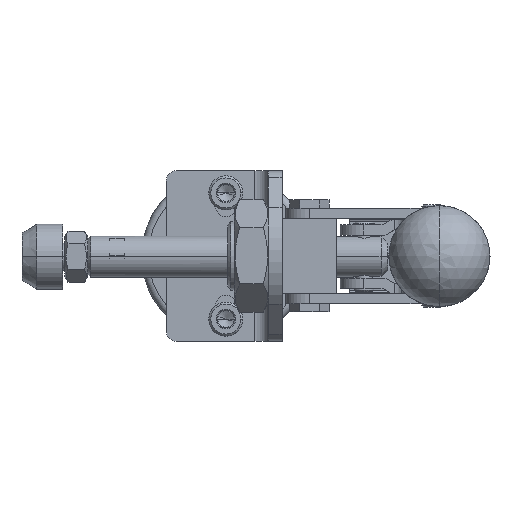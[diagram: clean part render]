
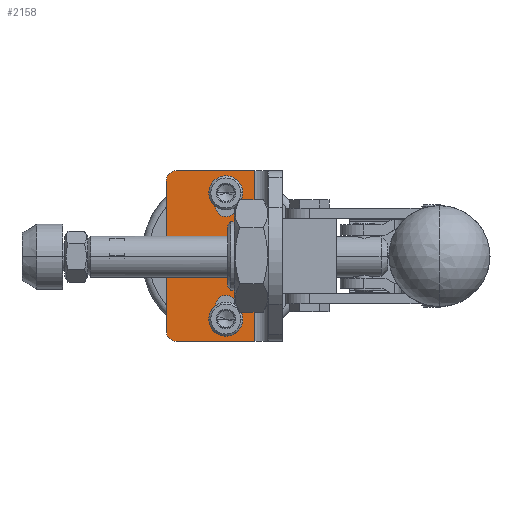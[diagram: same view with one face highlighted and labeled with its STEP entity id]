
A CAD part, top view. The second image highlights one B-rep face of the part: STEP entity #2158.
In plain terms, the highlighted planar face has unit normal (0, 0, 1).
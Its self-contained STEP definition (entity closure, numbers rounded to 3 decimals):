
#2158=ADVANCED_FACE('',(#4463,#4464,#4465),#4466,.T.);
#4463=FACE_BOUND('',#7112,.T.);
#4464=FACE_BOUND('',#7113,.T.);
#4465=FACE_OUTER_BOUND('',#7114,.T.);
#4466=PLANE('',#7115);
#7112=EDGE_LOOP('',(#12820,#12821,#12822,#12823));
#7113=EDGE_LOOP('',(#12824,#12825,#12826,#12827));
#7114=EDGE_LOOP('',(#12828,#12829,#12830,#12831,#12832,#12833));
#7115=AXIS2_PLACEMENT_3D('',#12834,#12835,#12836);
#12820=ORIENTED_EDGE('',*,*,#17275,.T.);
#12821=ORIENTED_EDGE('',*,*,#17276,.T.);
#12822=ORIENTED_EDGE('',*,*,#15812,.T.);
#12823=ORIENTED_EDGE('',*,*,#16024,.T.);
#12824=ORIENTED_EDGE('',*,*,#16446,.T.);
#12825=ORIENTED_EDGE('',*,*,#17277,.T.);
#12826=ORIENTED_EDGE('',*,*,#16658,.T.);
#12827=ORIENTED_EDGE('',*,*,#15121,.T.);
#12828=ORIENTED_EDGE('',*,*,#17278,.T.);
#12829=ORIENTED_EDGE('',*,*,#17009,.T.);
#12830=ORIENTED_EDGE('',*,*,#16405,.T.);
#12831=ORIENTED_EDGE('',*,*,#16274,.T.);
#12832=ORIENTED_EDGE('',*,*,#17279,.F.);
#12833=ORIENTED_EDGE('',*,*,#17280,.F.);
#12834=CARTESIAN_POINT('',(-17.5,25.0,18.5));
#12835=DIRECTION('',(0.,0.,1.0));
#12836=DIRECTION('',(-1.0,0.,0.));
#15121=EDGE_CURVE('',#18034,#18032,#18035,.T.);
#15812=EDGE_CURVE('',#19214,#19212,#19215,.T.);
#16024=EDGE_CURVE('',#19212,#19540,#19542,.T.);
#16274=EDGE_CURVE('',#19904,#19912,#19914,.T.);
#16405=EDGE_CURVE('',#20108,#19904,#20109,.T.);
#16446=EDGE_CURVE('',#18032,#20162,#20164,.T.);
#16658=EDGE_CURVE('',#20453,#18034,#20454,.T.);
#17009=EDGE_CURVE('',#20908,#20108,#20910,.T.);
#17275=EDGE_CURVE('',#19540,#21239,#21240,.T.);
#17276=EDGE_CURVE('',#21239,#19214,#21241,.T.);
#17277=EDGE_CURVE('',#20162,#20453,#21242,.T.);
#17278=EDGE_CURVE('',#21243,#20908,#21244,.T.);
#17279=EDGE_CURVE('',#21245,#19912,#21246,.T.);
#17280=EDGE_CURVE('',#21243,#21245,#21247,.T.);
#18032=VERTEX_POINT('',#22195);
#18034=VERTEX_POINT('',#22198);
#18035=LINE('',#22199,#22200);
#19212=VERTEX_POINT('',#23782);
#19214=VERTEX_POINT('',#23785);
#19215=CIRCLE('',#23786,3.0);
#19540=VERTEX_POINT('',#24260);
#19542=LINE('',#24263,#24264);
#19904=VERTEX_POINT('',#24783);
#19912=VERTEX_POINT('',#24795);
#19914=LINE('',#24797,#24798);
#20108=VERTEX_POINT('',#25038);
#20109=CIRCLE('',#25039,3.0);
#20162=VERTEX_POINT('',#25144);
#20164=CIRCLE('',#25147,3.0);
#20453=VERTEX_POINT('',#25575);
#20454=CIRCLE('',#25576,3.0);
#20908=VERTEX_POINT('',#26381);
#20910=LINE('',#26384,#26385);
#21239=VERTEX_POINT('',#26855);
#21240=CIRCLE('',#26856,3.0);
#21241=LINE('',#26857,#26858);
#21242=LINE('',#26859,#26860);
#21243=VERTEX_POINT('',#26861);
#21244=CIRCLE('',#26862,3.0);
#21245=VERTEX_POINT('',#26863);
#21246=LINE('',#26864,#26865);
#21247=LINE('',#26866,#26867);
#22195=CARTESIAN_POINT('',(3.0,-20.5,18.5));
#22198=CARTESIAN_POINT('',(3.0,-14.5,18.5));
#22199=CARTESIAN_POINT('',(3.0,5.25,18.5));
#22200=VECTOR('',#27786,1.0);
#23782=CARTESIAN_POINT('',(3.0,20.5,18.5));
#23785=CARTESIAN_POINT('',(-3.0,20.5,18.5));
#23786=AXIS2_PLACEMENT_3D('',#28981,#28982,#28983);
#24260=CARTESIAN_POINT('',(3.0,14.5,18.5));
#24263=CARTESIAN_POINT('',(3.0,22.75,18.5));
#24264=VECTOR('',#29318,1.0);
#24783=CARTESIAN_POINT('',(-14.5,-25.0,18.5));
#24795=CARTESIAN_POINT('',(8.5,-25.0,18.5));
#24797=CARTESIAN_POINT('',(-17.5,-25.0,18.5));
#24798=VECTOR('',#29707,1.0);
#25038=CARTESIAN_POINT('',(-17.5,-22.0,18.5));
#25039=AXIS2_PLACEMENT_3D('',#29930,#29931,#29932);
#25144=CARTESIAN_POINT('',(-3.0,-20.5,18.5));
#25147=AXIS2_PLACEMENT_3D('',#29984,#29985,#29986);
#25575=CARTESIAN_POINT('',(-3.0,-14.5,18.5));
#25576=AXIS2_PLACEMENT_3D('',#30312,#30313,#30314);
#26381=CARTESIAN_POINT('',(-17.5,22.0,18.5));
#26384=CARTESIAN_POINT('',(-17.5,25.0,18.5));
#26385=VECTOR('',#30787,1.0);
#26855=CARTESIAN_POINT('',(-3.0,14.5,18.5));
#26856=AXIS2_PLACEMENT_3D('',#31137,#31138,#31139);
#26857=CARTESIAN_POINT('',(-3.0,19.75,18.5));
#26858=VECTOR('',#31140,1.0);
#26859=CARTESIAN_POINT('',(-3.0,2.25,18.5));
#26860=VECTOR('',#31141,1.0);
#26861=CARTESIAN_POINT('',(-14.5,25.0,18.5));
#26862=AXIS2_PLACEMENT_3D('',#31142,#31143,#31144);
#26863=CARTESIAN_POINT('',(8.5,25.0,18.5));
#26864=CARTESIAN_POINT('',(8.5,25.0,18.5));
#26865=VECTOR('',#31145,1.0);
#26866=CARTESIAN_POINT('',(-17.5,25.0,18.5));
#26867=VECTOR('',#31146,1.0);
#27786=DIRECTION('',(0.,-1.0,0.0));
#28981=CARTESIAN_POINT('',(0.,20.5,18.5));
#28982=DIRECTION('',(0.,0.,-1.0));
#28983=DIRECTION('',(-1.0,0.,0.));
#29318=DIRECTION('',(0.,-1.0,0.0));
#29707=DIRECTION('',(1.0,0.,0.));
#29930=CARTESIAN_POINT('',(-14.5,-22.0,18.5));
#29931=DIRECTION('',(0.,0.,1.0));
#29932=DIRECTION('',(0.,-1.0,0.));
#29984=CARTESIAN_POINT('',(0.,-20.5,18.5));
#29985=DIRECTION('',(0.,0.,-1.0));
#29986=DIRECTION('',(-1.0,0.,0.));
#30312=CARTESIAN_POINT('',(0.,-14.5,18.5));
#30313=DIRECTION('',(0.,0.,-1.0));
#30314=DIRECTION('',(-1.0,0.,0.));
#30787=DIRECTION('',(0.,-1.0,0.));
#31137=CARTESIAN_POINT('',(0.,14.5,18.5));
#31138=DIRECTION('',(0.,0.,-1.0));
#31139=DIRECTION('',(-1.0,0.,0.));
#31140=DIRECTION('',(0.,1.0,0.0));
#31141=DIRECTION('',(0.,1.0,0.0));
#31142=CARTESIAN_POINT('',(-14.5,22.0,18.5));
#31143=DIRECTION('',(0.,0.,1.0));
#31144=DIRECTION('',(-1.0,0.,0.));
#31145=DIRECTION('',(0.,-1.0,0.));
#31146=DIRECTION('',(1.0,0.,0.));
